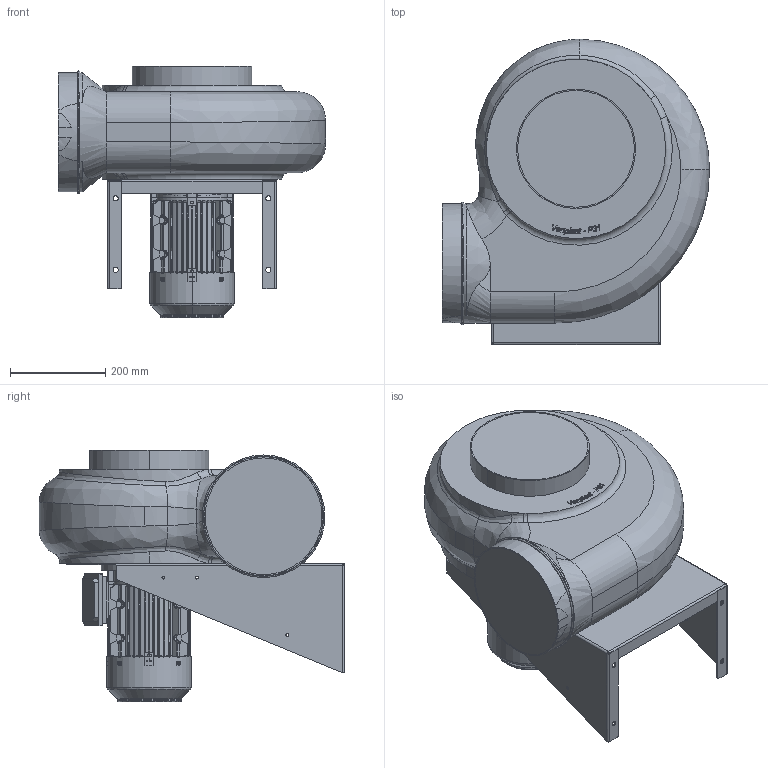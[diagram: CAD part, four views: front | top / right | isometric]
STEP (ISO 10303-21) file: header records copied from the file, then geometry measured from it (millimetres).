
FILE_DESCRIPTION (( 'STEP AP203' ), '1' );
FILE_NAME ('PR-AC 310 LG270.STEP', '2022-07-22T13:30:18', ( '' ), ( '' ), 'SwSTEP 2.0', 'SolidWorks 2022', '' );
FILE_SCHEMA (( 'CONFIG_CONTROL_DESIGN' ));
Length unit declared in the file: millimetre
Products named in the file (5): P31LG-270.STEP; Coclea P31LG.STEP; Staffa P31_Lamiera.STEP; TA90L B5.STEP; PR-AC 310 LG270
Assembly tree (4 placements, depth 3):
  PR-AC 310 LG270
    P31LG-270.STEP
      Coclea P31LG.STEP
      Staffa P31_Lamiera.STEP
      TA90L B5.STEP
Bounding box: 560 x 640 x 527.42 mm (x, y, z)
Volume: 55142731.6 mm3; surface area: 2187272.8 mm2
Topology: 35 solids, 35 shells, 3263 faces, 8509 edges, 5334 vertices
Faces by surface type: plane 1629, cylinder 890, bspline 479, cone 259, torus 6
Entity records: 128998 total; most frequent: CARTESIAN_POINT 52856, ORIENTED_EDGE 16840, DIRECTION 14248, EDGE_CURVE 8420, VERTEX_POINT 5334, AXIS2_PLACEMENT_3D 4848, VECTOR 4552, LINE 4552
